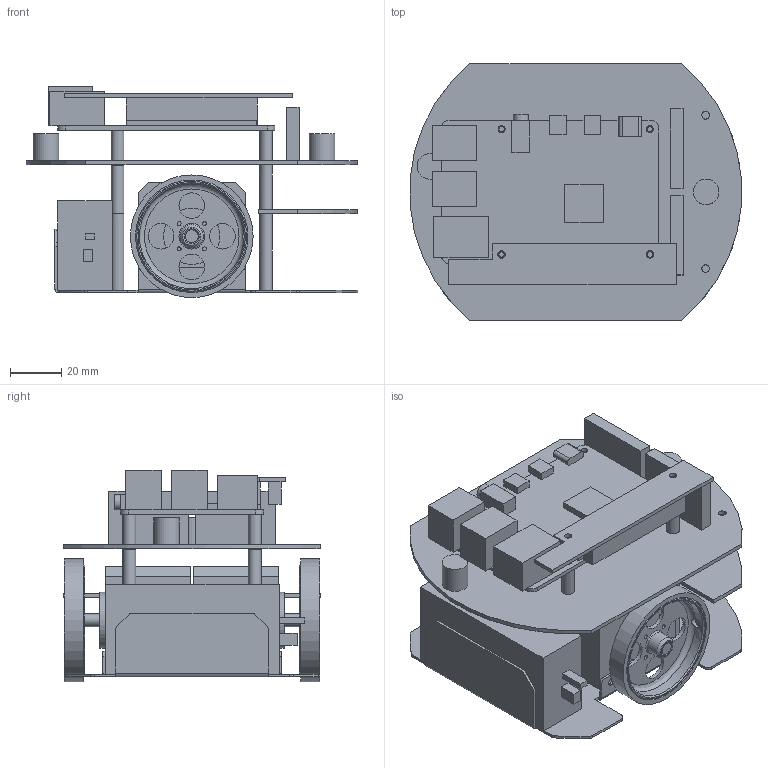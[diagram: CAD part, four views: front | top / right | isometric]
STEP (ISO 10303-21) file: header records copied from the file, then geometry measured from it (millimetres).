
FILE_DESCRIPTION(/* description */ (''),/* implementation_level */ '2;1');
FILE_NAME(/* name */ 'RasPiMouse_with_Pi4B.stp',/* time_stamp */ '2020-06-04T15:48:06+09:00',/* author */ ('nnaka'),/* organization */ (''),/* preprocessor_version */ 'ST-DEVELOPER v17.2',/* originating_system */ 'Autodesk Inventor 2019',/* authorisation */ '');
FILE_SCHEMA (('AUTOMOTIVE_DESIGN { 1 0 10303 214 3 1 1 }'));
Length unit declared in the file: millimetre
Products named in the file (16): RasPiMouse&LIDAR; RasPiMouse_Body; ステッピングモータ_ST-42BYG0
20-1809 1.8°; アルミフレーム; ジュラコン　スペーサー（丸型）ネジ込み接着固定 
BR-2630WE; ジュラコン　スペーサー（丸型）ネジ込み接着固定 
BR-2617.5WE; ジュラコン　スペーサー（丸型）ネジ込み接着固定 
BR-2619WE; Yuntong_3SYT503560HH11.1V; RasPiMouseBoard_A; RasPiMouseBoard_B; ジュラコンスペーサー（丸型）M2.6径5
長12_AR-2612; RasPiMouseBoard_C; RaspberryPi4B; RasPiMouse_Wheel; Whreel5_ネジ穴位置改良ver3; タイヤφ44用7.5mm幅_
RT-T75-44-R
Assembly tree (25 placements, depth 3):
  RasPiMouse&LIDAR
    RasPiMouse_Body
      ステッピングモータ_ST-42BYG0
20-1809 1.8°  x2
      アルミフレーム
      ジュラコン　スペーサー（丸型）ネジ込み接着固定 
BR-2630WE  x4
      ジュラコン　スペーサー（丸型）ネジ込み接着固定 
BR-2617.5WE  x2
      ジュラコン　スペーサー（丸型）ネジ込み接着固定 
BR-2619WE  x2
      Yuntong_3SYT503560HH11.1V
      RasPiMouseBoard_A
      RasPiMouseBoard_B
      ジュラコンスペーサー（丸型）M2.6径5
長12_AR-2612  x4
      RasPiMouseBoard_C
      RaspberryPi4B
    RasPiMouse_Wheel  x2
      Whreel5_ネジ穴位置改良ver3
      タイヤφ44用7.5mm幅_
RT-T75-44-R
Bounding box: 129.79 x 100.2 x 82.65 mm (x, y, z)
Volume: 255459.1 mm3; surface area: 127374.6 mm2
Topology: 24 solids, 24 shells, 594 faces, 1475 edges, 989 vertices
Faces by surface type: plane 427, cylinder 139, cone 22, torus 4, bspline 2
Full cylindrical faces by diameter (mm): 1.567 x8, 2.113 x12, 2.459 x10, 2.6 x18, 2.75 x4, 2.9 x2, 3 x6, 4 x2, 5 x16, 6 x1, 9 x2, 10 x10, 22 x2, 41 x2, 44 x4, 48 x2
Entity records: 15863 total; most frequent: CARTESIAN_POINT 2862, DIRECTION 2551, ORIENTED_EDGE 2494, EDGE_CURVE 1247, LINE 985, VECTOR 985, VERTEX_POINT 833, AXIS2_PLACEMENT_3D 783
